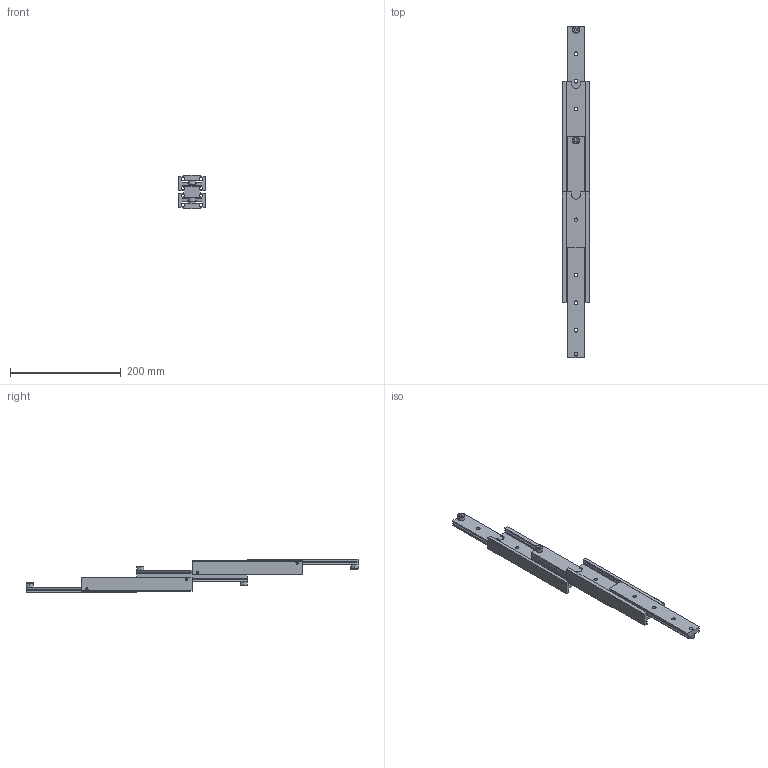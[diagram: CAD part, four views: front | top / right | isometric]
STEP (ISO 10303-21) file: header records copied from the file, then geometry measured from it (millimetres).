
FILE_DESCRIPTION((''),'2;1');
FILE_NAME('DDTS-50 200.stp','2021-04-15T14:07:26',(''),(''),'Mechanical Desktop 2006','Mechanical Desktop 2006',', , ');
FILE_SCHEMA(('CONFIG_CONTROL_DESIGN'));
Length unit declared in the file: millimetre
Products named in the file (4): DDTS-50 A; INNER BEAM; MITTLE BEAM; OUTER BEAM
Assembly tree (5 placements, depth 2):
  DDTS-50 A
    INNER BEAM  x2
    MITTLE BEAM
    OUTER BEAM  x2
Bounding box: 50 x 600 x 60 mm (x, y, z)
Volume: 428697.5 mm3; surface area: 139317.6 mm2
Topology: 5 solids, 34 shells, 558 faces, 1482 edges, 926 vertices
Faces by surface type: cylinder 178, cone 132, plane 128, torus 112, bspline 8
Entity records: 13078 total; most frequent: CARTESIAN_POINT 3029, DIRECTION 2281, ORIENTED_EDGE 2026, EDGE_CURVE 1013, AXIS2_PLACEMENT_3D 945, VERTEX_POINT 631, CIRCLE 546, EDGE_LOOP 408
